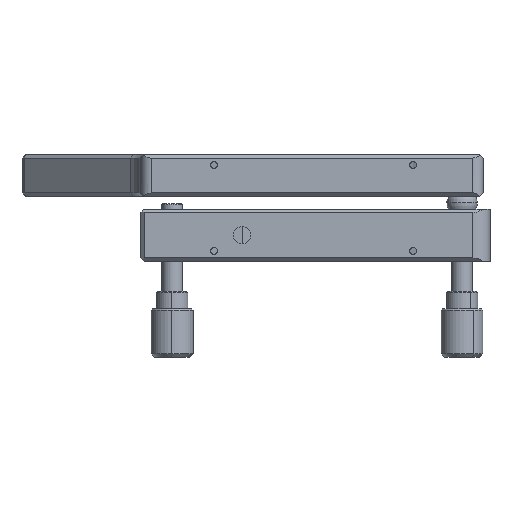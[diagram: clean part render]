
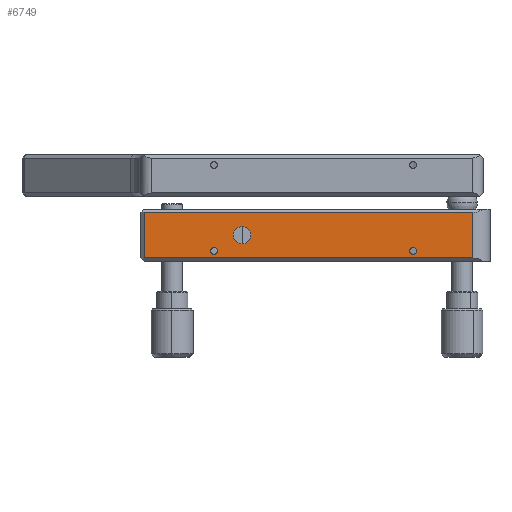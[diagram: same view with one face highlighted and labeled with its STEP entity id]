
A CAD part, front view. The second image highlights one B-rep face of the part: STEP entity #6749.
In plain terms, the highlighted planar face has unit normal (0, -1, 0).
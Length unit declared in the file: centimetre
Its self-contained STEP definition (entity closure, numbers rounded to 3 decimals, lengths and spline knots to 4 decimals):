
#559 = ORIENTED_EDGE ( 'NONE', *, *, #6215, .T. ) ;
#563 = ORIENTED_EDGE ( 'NONE', *, *, #6498, .T. ) ;
#571 = ORIENTED_EDGE ( 'NONE', *, *, #6628, .F. ) ;
#572 = ORIENTED_EDGE ( 'NONE', *, *, #6218, .T. ) ;
#581 = ORIENTED_EDGE ( 'NONE', *, *, #6625, .F. ) ;
#582 = ORIENTED_EDGE ( 'NONE', *, *, #6642, .F. ) ;
#583 = ORIENTED_EDGE ( 'NONE', *, *, #6496, .T. ) ;
#585 = ORIENTED_EDGE ( 'NONE', *, *, #6500, .F. ) ;
#590 = ORIENTED_EDGE ( 'NONE', *, *, #6609, .F. ) ;
#591 = ORIENTED_EDGE ( 'NONE', *, *, #6499, .F. ) ;
#2477 = FACE_BOUND ( 'NONE', #7461, .T. ) ;
#2484 = AXIS2_PLACEMENT_3D ( 'NONE', #4881, #4882, #4883 ) ;
#2488 = FACE_BOUND ( 'NONE', #7473, .T. ) ;
#2492 = FACE_BOUND ( 'NONE', #7481, .T. ) ;
#2496 = FACE_OUTER_BOUND ( 'NONE', #7499, .T. ) ;
#2898 = LINE ( 'NONE', #2899, #5371 ) ;
#2899 = CARTESIAN_POINT ( 'NONE',  ( -5.4308, -4.2831, 0.75 ) ) ;
#2900 = DIRECTION ( 'NONE',  ( 0., 0., -1. ) ) ;
#2909 = LINE ( 'NONE', #2910, #5373 ) ;
#2910 = CARTESIAN_POINT ( 'NONE',  ( -5.5308, -4.2831, -0.65 ) ) ;
#2911 = DIRECTION ( 'NONE',  ( 1., 0., 0. ) ) ;
#3806 = LINE ( 'NONE', #3807, #5297 ) ;
#3807 = CARTESIAN_POINT ( 'NONE',  ( -5.5308, -4.2831, 0.65 ) ) ;
#3808 = DIRECTION ( 'NONE',  ( -1., 0., 0. ) ) ;
#3813 = CARTESIAN_POINT ( 'NONE',  ( 2.2692, -4.2831, -0.45 ) ) ;
#3814 = LINE ( 'NONE', #3815, #5299 ) ;
#3815 = CARTESIAN_POINT ( 'NONE',  ( 3.9692, -4.2831, 0.75 ) ) ;
#3816 = DIRECTION ( 'NONE',  ( 0., 0., 1. ) ) ;
#3817 = DIRECTION ( 'NONE',  ( 0., -1., 0. ) ) ;
#3818 = DIRECTION ( 'NONE',  ( 0., 0., -1. ) ) ;
#3819 = CARTESIAN_POINT ( 'NONE',  ( -2.6308, -4.2831, 0. ) ) ;
#3820 = DIRECTION ( 'NONE',  ( 0., -1., 0. ) ) ;
#3821 = DIRECTION ( 'NONE',  ( 0., 0., -1. ) ) ;
#4303 = CARTESIAN_POINT ( 'NONE',  ( 2.2692, -4.2831, -0.45 ) ) ;
#4304 = DIRECTION ( 'NONE',  ( 0., -1., 0. ) ) ;
#4305 = DIRECTION ( 'NONE',  ( 0., 0., -1. ) ) ;
#4381 = CARTESIAN_POINT ( 'NONE',  ( -3.4308, -4.2831, -0.45 ) ) ;
#4382 = DIRECTION ( 'NONE',  ( 0., -1., 0. ) ) ;
#4383 = DIRECTION ( 'NONE',  ( 0., 0., -1. ) ) ;
#4390 = CARTESIAN_POINT ( 'NONE',  ( -3.4308, -4.2831, -0.45 ) ) ;
#4391 = DIRECTION ( 'NONE',  ( 0., -1., 0. ) ) ;
#4392 = DIRECTION ( 'NONE',  ( 0., 0., -1. ) ) ;
#4462 = CARTESIAN_POINT ( 'NONE',  ( -2.6308, -4.2831, 0. ) ) ;
#4463 = DIRECTION ( 'NONE',  ( 0., -1., 0. ) ) ;
#4464 = DIRECTION ( 'NONE',  ( 0., 0., -1. ) ) ;
#4880 = PLANE ( 'NONE',  #2484 ) ;
#4881 = CARTESIAN_POINT ( 'NONE',  ( -5.5308, -4.2831, 0.75 ) ) ;
#4882 = DIRECTION ( 'NONE',  ( 0., 1., 0. ) ) ;
#4883 = DIRECTION ( 'NONE',  ( 0., 0., 1. ) ) ;
#4920 = CARTESIAN_POINT ( 'NONE',  ( -2.6308, -4.2831, 0.25 ) ) ;
#4921 = CARTESIAN_POINT ( 'NONE',  ( -2.6308, -4.2831, -0.25 ) ) ;
#4924 = CARTESIAN_POINT ( 'NONE',  ( 2.2692, -4.2831, -0.35 ) ) ;
#4925 = CARTESIAN_POINT ( 'NONE',  ( 2.2692, -4.2831, -0.55 ) ) ;
#4952 = CARTESIAN_POINT ( 'NONE',  ( -3.4308, -4.2831, -0.35 ) ) ;
#4953 = CARTESIAN_POINT ( 'NONE',  ( -3.4308, -4.2831, -0.55 ) ) ;
#4988 = CARTESIAN_POINT ( 'NONE',  ( -5.4308, -4.2831, -0.65 ) ) ;
#4989 = CARTESIAN_POINT ( 'NONE',  ( -5.4308, -4.2831, 0.65 ) ) ;
#4991 = CARTESIAN_POINT ( 'NONE',  ( 3.9692, -4.2831, -0.65 ) ) ;
#4993 = CARTESIAN_POINT ( 'NONE',  ( 3.9692, -4.2831, 0.65 ) ) ;
#5293 = AXIS2_PLACEMENT_3D ( 'NONE', #3813, #3817, #3818 ) ;
#5297 = VECTOR ( 'NONE', #3808, 100. ) ;
#5299 = VECTOR ( 'NONE', #3816, 100. ) ;
#5300 = AXIS2_PLACEMENT_3D ( 'NONE', #3819, #3820, #3821 ) ;
#5371 = VECTOR ( 'NONE', #2900, 100. ) ;
#5373 = VECTOR ( 'NONE', #2911, 100. ) ;
#6215 = EDGE_CURVE ( 'NONE', #7592, #7591, #2898, .T. ) ;
#6218 = EDGE_CURVE ( 'NONE', #7591, #7594, #2909, .T. ) ;
#6496 = EDGE_CURVE ( 'NONE', #7596, #7592, #3806, .T. ) ;
#6498 = EDGE_CURVE ( 'NONE', #7594, #7596, #3814, .T. ) ;
#6499 = EDGE_CURVE ( 'NONE', #7528, #7527, #6964, .T. ) ;
#6500 = EDGE_CURVE ( 'NONE', #7524, #7523, #6965, .T. ) ;
#6609 = EDGE_CURVE ( 'NONE', #7527, #7528, #6998, .T. ) ;
#6625 = EDGE_CURVE ( 'NONE', #7556, #7555, #7004, .T. ) ;
#6628 = EDGE_CURVE ( 'NONE', #7555, #7556, #7006, .T. ) ;
#6642 = EDGE_CURVE ( 'NONE', #7523, #7524, #7011, .T. ) ;
#6749 = ADVANCED_FACE ( 'NONE', ( #2477, #2488, #2492, #2496 ), #4880, .F. ) ;
#6964 = CIRCLE ( 'NONE', #5293, 0.1 ) ;
#6965 = CIRCLE ( 'NONE', #5300, 0.25 ) ;
#6998 = CIRCLE ( 'NONE', #7242, 0.1 ) ;
#7004 = CIRCLE ( 'NONE', #7065, 0.1 ) ;
#7006 = CIRCLE ( 'NONE', #7060, 0.1 ) ;
#7011 = CIRCLE ( 'NONE', #7070, 0.25 ) ;
#7060 = AXIS2_PLACEMENT_3D ( 'NONE', #4390, #4391, #4392 ) ;
#7065 = AXIS2_PLACEMENT_3D ( 'NONE', #4381, #4382, #4383 ) ;
#7070 = AXIS2_PLACEMENT_3D ( 'NONE', #4462, #4463, #4464 ) ;
#7242 = AXIS2_PLACEMENT_3D ( 'NONE', #4303, #4304, #4305 ) ;
#7461 = EDGE_LOOP ( 'NONE', ( #585, #582 ) ) ;
#7473 = EDGE_LOOP ( 'NONE', ( #591, #590 ) ) ;
#7481 = EDGE_LOOP ( 'NONE', ( #581, #571 ) ) ;
#7499 = EDGE_LOOP ( 'NONE', ( #572, #563, #583, #559 ) ) ;
#7523 = VERTEX_POINT ( 'NONE', #4920 ) ;
#7524 = VERTEX_POINT ( 'NONE', #4921 ) ;
#7527 = VERTEX_POINT ( 'NONE', #4924 ) ;
#7528 = VERTEX_POINT ( 'NONE', #4925 ) ;
#7555 = VERTEX_POINT ( 'NONE', #4952 ) ;
#7556 = VERTEX_POINT ( 'NONE', #4953 ) ;
#7591 = VERTEX_POINT ( 'NONE', #4988 ) ;
#7592 = VERTEX_POINT ( 'NONE', #4989 ) ;
#7594 = VERTEX_POINT ( 'NONE', #4991 ) ;
#7596 = VERTEX_POINT ( 'NONE', #4993 ) ;
